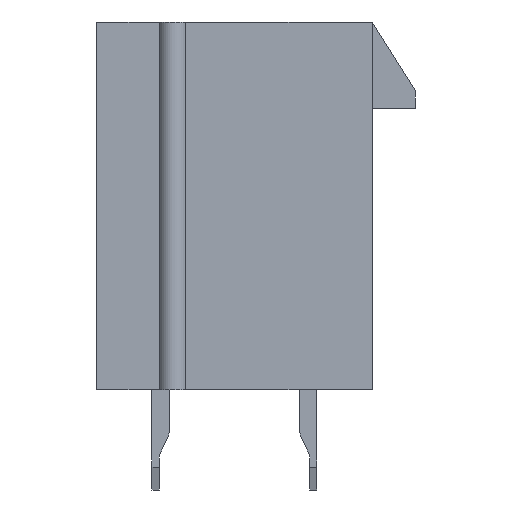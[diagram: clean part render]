
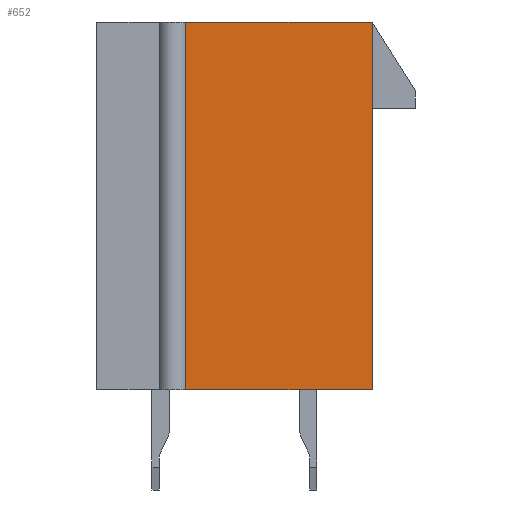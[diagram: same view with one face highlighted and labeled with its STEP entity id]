
A CAD part, left-side view. The second image highlights one B-rep face of the part: STEP entity #652.
In plain terms, the highlighted planar face has unit normal (-1, 0, 0).
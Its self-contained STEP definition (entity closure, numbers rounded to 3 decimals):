
#652 = ADVANCED_FACE( '', ( #1530 ), #1531, .T. );
#1530 = FACE_OUTER_BOUND( '', #2681, .T. );
#1531 = PLANE( '', #2682 );
#2681 = EDGE_LOOP( '', ( #4261, #4262, #4263, #4264 ) );
#2682 = AXIS2_PLACEMENT_3D( '', #4265, #4266, #4267 );
#4261 = ORIENTED_EDGE( '', *, *, #7458, .T. );
#4262 = ORIENTED_EDGE( '', *, *, #7848, .F. );
#4263 = ORIENTED_EDGE( '', *, *, #7849, .T. );
#4264 = ORIENTED_EDGE( '', *, *, #7850, .T. );
#4265 = CARTESIAN_POINT( '', ( -13.25, 0., 0. ) );
#4266 = DIRECTION( '', ( -1., 0., 0. ) );
#4267 = DIRECTION( '', ( 0., 0., 1. ) );
#7458 = EDGE_CURVE( '', #9022, #9023, #9024, .T. );
#7848 = EDGE_CURVE( '', #9713, #9023, #9714, .T. );
#7849 = EDGE_CURVE( '', #9713, #9715, #9716, .T. );
#7850 = EDGE_CURVE( '', #9715, #9022, #9717, .T. );
#9022 = VERTEX_POINT( '', #11352 );
#9023 = VERTEX_POINT( '', #11353 );
#9024 = LINE( '', #11354, #11355 );
#9713 = VERTEX_POINT( '', #12374 );
#9714 = LINE( '', #12375, #12376 );
#9715 = VERTEX_POINT( '', #12377 );
#9716 = LINE( '', #12378, #12379 );
#9717 = LINE( '', #12380, #12381 );
#11352 = CARTESIAN_POINT( '', ( -13.25, -4.8, 6.4 ) );
#11353 = CARTESIAN_POINT( '', ( -13.25, 1.7, 6.4 ) );
#11354 = CARTESIAN_POINT( '', ( -13.25, -4.8, 6.4 ) );
#11355 = VECTOR( '', #14690, 1000. );
#12374 = CARTESIAN_POINT( '', ( -13.25, 1.7, -6.4 ) );
#12375 = CARTESIAN_POINT( '', ( -13.25, 1.7, -6.4 ) );
#12376 = VECTOR( '', #15024, 1000. );
#12377 = CARTESIAN_POINT( '', ( -13.25, -4.8, -6.4 ) );
#12378 = CARTESIAN_POINT( '', ( -13.25, 4.8, -6.4 ) );
#12379 = VECTOR( '', #15025, 1000. );
#12380 = CARTESIAN_POINT( '', ( -13.25, -4.8, -6.4 ) );
#12381 = VECTOR( '', #15026, 1000. );
#14690 = DIRECTION( '', ( 0., 1., 0. ) );
#15024 = DIRECTION( '', ( 0., 0., 1. ) );
#15025 = DIRECTION( '', ( 0., -1., 0. ) );
#15026 = DIRECTION( '', ( 0., 0., 1. ) );
